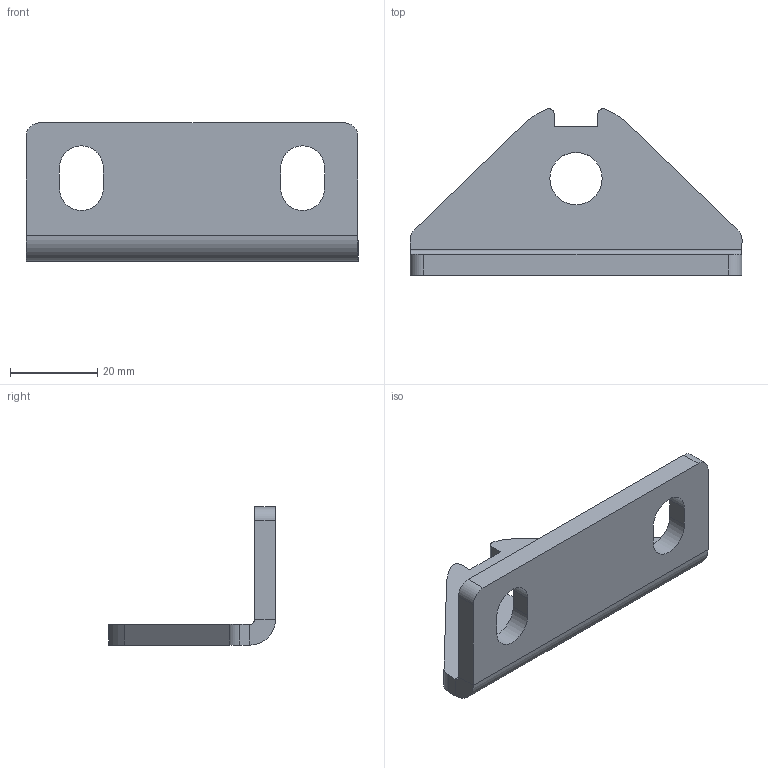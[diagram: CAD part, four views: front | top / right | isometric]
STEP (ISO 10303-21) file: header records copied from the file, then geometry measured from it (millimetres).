
FILE_DESCRIPTION (( 'STEP AP214' ), '1' );
FILE_NAME ('Motor Flange.STEP', '2024-12-27T01:15:24', ( '' ), ( '' ), 'SwSTEP 2.0', 'SolidWorks 2025', '' );
FILE_SCHEMA (( 'AUTOMOTIVE_DESIGN' ));
Length unit declared in the file: inch
Products named in the file (1): Motor Flange
Bounding box: 76.2 x 38.28 x 31.75 mm (x, y, z)
Volume: 17067 mm3; surface area: 8924.9 mm2
Topology: 1 solids, 1 shells, 38 faces, 100 edges, 64 vertices
Faces by surface type: plane 20, cylinder 18
Entity records: 1215 total; most frequent: DIRECTION 214, CARTESIAN_POINT 203, ORIENTED_EDGE 200, EDGE_CURVE 100, AXIS2_PLACEMENT_3D 75, LINE 64, VERTEX_POINT 64, VECTOR 64
